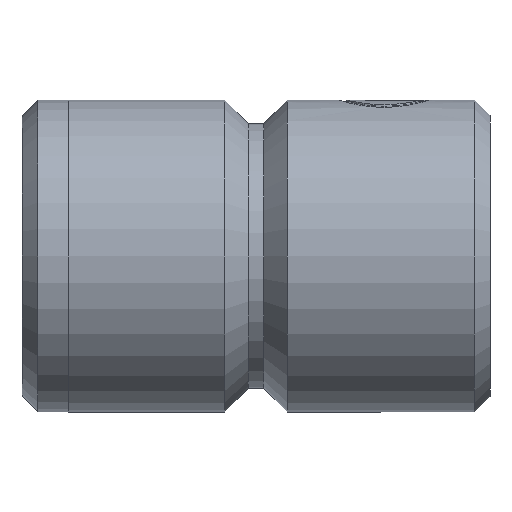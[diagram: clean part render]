
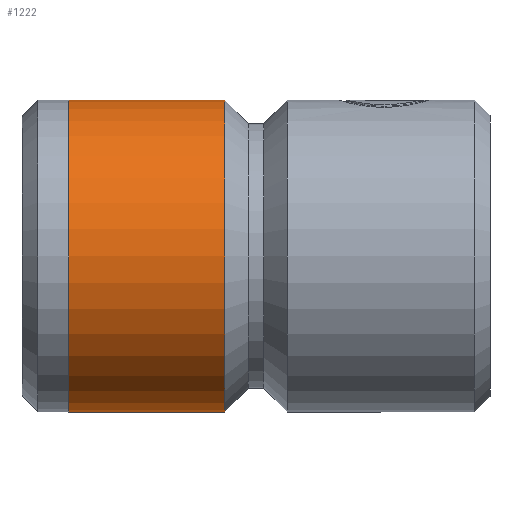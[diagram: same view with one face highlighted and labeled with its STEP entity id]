
A CAD part, left-side view. The second image highlights one B-rep face of the part: STEP entity #1222.
In plain terms, the highlighted cylindrical face has radius 10 mm (diameter 20 mm), a partial arc.
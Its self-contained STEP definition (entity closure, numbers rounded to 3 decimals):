
#2 = FACE_OUTER_BOUND ( 'NONE', #740, .T. ) ;
#20 = VECTOR ( 'NONE', #1550, 1000. ) ;
#36 = DIRECTION ( 'NONE',  ( 0., 0., -1. ) ) ;
#162 = EDGE_CURVE ( 'NONE', #1556, #982, #314, .T. ) ;
#168 = DIRECTION ( 'NONE',  ( 0., -1., 0. ) ) ;
#171 = CARTESIAN_POINT ( 'NONE',  ( 0., 17., -10. ) ) ;
#231 = AXIS2_PLACEMENT_3D ( 'NONE', #925, #168, #36 ) ;
#314 = LINE ( 'NONE', #1070, #607 ) ;
#375 = ORIENTED_EDGE ( 'NONE', *, *, #381, .F. ) ;
#381 = EDGE_CURVE ( 'NONE', #619, #982, #1641, .T. ) ;
#430 = DIRECTION ( 'NONE',  ( 0., -1., 0. ) ) ;
#443 = DIRECTION ( 'NONE',  ( 0., -1., 0. ) ) ;
#492 = CARTESIAN_POINT ( 'NONE',  ( 0., 17., 0. ) ) ;
#607 = VECTOR ( 'NONE', #443, 1000. ) ;
#619 = VERTEX_POINT ( 'NONE', #918 ) ;
#620 = DIRECTION ( 'NONE',  ( 0., 0., -1. ) ) ;
#738 = ORIENTED_EDGE ( 'NONE', *, *, #1523, .T. ) ;
#740 = EDGE_LOOP ( 'NONE', ( #1288, #738, #1638, #375 ) ) ;
#912 = CARTESIAN_POINT ( 'NONE',  ( 0., 0., 10. ) ) ;
#918 = CARTESIAN_POINT ( 'NONE',  ( 0., 17., 10. ) ) ;
#925 = CARTESIAN_POINT ( 'NONE',  ( 0., 0., 0. ) ) ;
#982 = VERTEX_POINT ( 'NONE', #171 ) ;
#987 = AXIS2_PLACEMENT_3D ( 'NONE', #492, #1392, #620 ) ;
#997 = CIRCLE ( 'NONE', #1529, 10. ) ;
#1034 = LINE ( 'NONE', #912, #20 ) ;
#1070 = CARTESIAN_POINT ( 'NONE',  ( 0., 0., -10. ) ) ;
#1196 = CARTESIAN_POINT ( 'NONE',  ( 0., 27., 0. ) ) ;
#1204 = CARTESIAN_POINT ( 'NONE',  ( 0., 27., -10. ) ) ;
#1222 = ADVANCED_FACE ( 'NONE', ( #2 ), #1623, .T. ) ;
#1288 = ORIENTED_EDGE ( 'NONE', *, *, #1485, .F. ) ;
#1330 = DIRECTION ( 'NONE',  ( 0., 0., -1. ) ) ;
#1392 = DIRECTION ( 'NONE',  ( 0., -1., 0. ) ) ;
#1426 = VERTEX_POINT ( 'NONE', #1498 ) ;
#1485 = EDGE_CURVE ( 'NONE', #1426, #619, #1034, .T. ) ;
#1498 = CARTESIAN_POINT ( 'NONE',  ( 0., 27., 10. ) ) ;
#1523 = EDGE_CURVE ( 'NONE', #1426, #1556, #997, .T. ) ;
#1529 = AXIS2_PLACEMENT_3D ( 'NONE', #1196, #430, #1330 ) ;
#1550 = DIRECTION ( 'NONE',  ( 0., -1., 0. ) ) ;
#1556 = VERTEX_POINT ( 'NONE', #1204 ) ;
#1623 = CYLINDRICAL_SURFACE ( 'NONE', #231, 10. ) ;
#1638 = ORIENTED_EDGE ( 'NONE', *, *, #162, .T. ) ;
#1641 = CIRCLE ( 'NONE', #987, 10. ) ;
